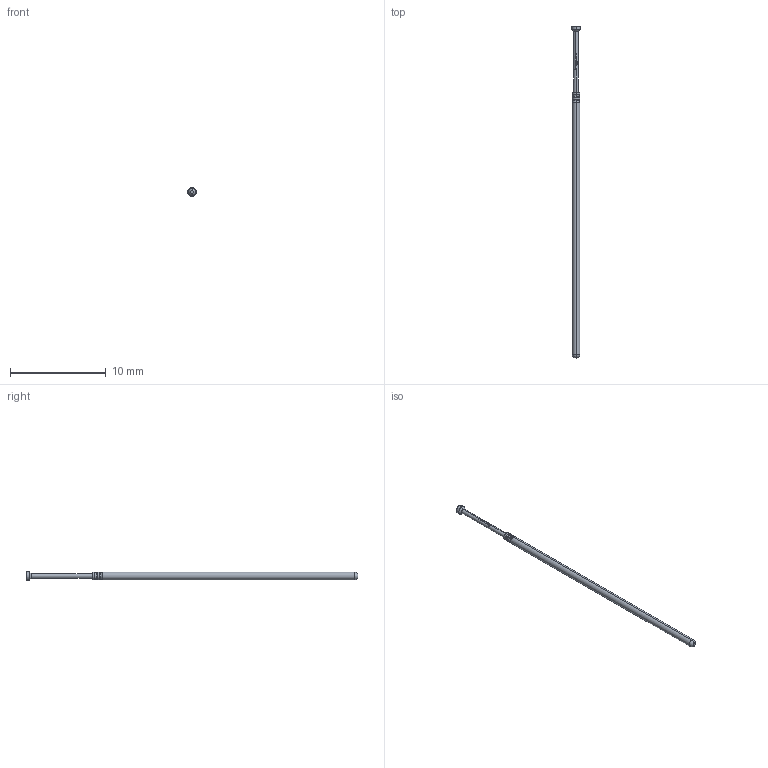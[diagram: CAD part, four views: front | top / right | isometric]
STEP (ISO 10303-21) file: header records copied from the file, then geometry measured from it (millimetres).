
FILE_DESCRIPTION (( 'STEP AP203' ), '1' );
FILE_NAME ('INGUN_GKS-550_303_090_A_xx00.STEP', '2020-09-16T14:05:06', ( '' ), ( '' ), 'SwSTEP 2.0', 'SolidWorks 2018', '' );
FILE_SCHEMA (( 'CONFIG_CONTROL_DESIGN' ));
Length unit declared in the file: millimetre
Products named in the file (1): INGUN_GKS-550_303_090_A_xx00
Bounding box: 0.9 x 34.6 x 0.9 mm (x, y, z)
Volume: 14.6 mm3; surface area: 80.8 mm2
Topology: 1 solids, 1 shells, 88 faces, 235 edges, 149 vertices
Faces by surface type: plane 32, bspline 22, cylinder 20, torus 10, cone 4
Entity records: 4381 total; most frequent: CARTESIAN_POINT 2508, ORIENTED_EDGE 466, EDGE_CURVE 233, DIRECTION 229, B_SPLINE_CURVE_WITH_KNOTS 174, VERTEX_POINT 149, AXIS2_PLACEMENT_3D 103, EDGE_LOOP 90
